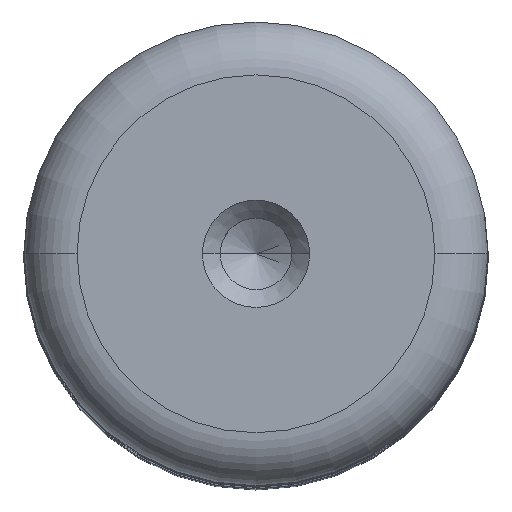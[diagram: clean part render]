
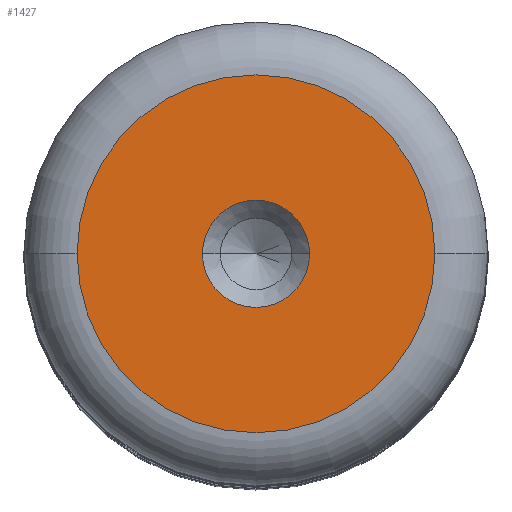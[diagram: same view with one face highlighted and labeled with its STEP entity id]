
A CAD part, top view. The second image highlights one B-rep face of the part: STEP entity #1427.
In plain terms, the highlighted planar face has unit normal (0, 0, 1).
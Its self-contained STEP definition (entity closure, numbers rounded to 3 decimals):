
#12 = AXIS2_PLACEMENT_3D ( 'NONE', #134, #1243, #298 ) ;
#29 = CIRCLE ( 'NONE', #961, 5.011 ) ;
#108 = ORIENTED_EDGE ( 'NONE', *, *, #566, .T. ) ;
#134 = CARTESIAN_POINT ( 'NONE',  ( 0., 0., 60. ) ) ;
#145 = CARTESIAN_POINT ( 'NONE',  ( 0., 0., 60. ) ) ;
#246 = EDGE_LOOP ( 'NONE', ( #108, #777 ) ) ;
#253 = FACE_BOUND ( 'NONE', #1333, .T. ) ;
#267 = VERTEX_POINT ( 'NONE', #1746 ) ;
#298 = DIRECTION ( 'NONE',  ( 1., 0., 0. ) ) ;
#305 = DIRECTION ( 'NONE',  ( 1., 0., 0. ) ) ;
#377 = CARTESIAN_POINT ( 'NONE',  ( -1.5, 0., 60. ) ) ;
#553 = CARTESIAN_POINT ( 'NONE',  ( 1.5, 0., 60. ) ) ;
#566 = EDGE_CURVE ( 'NONE', #1584, #267, #1505, .T. ) ;
#619 = DIRECTION ( 'NONE',  ( 0., 0., 1. ) ) ;
#658 = AXIS2_PLACEMENT_3D ( 'NONE', #145, #1254, #305 ) ;
#660 = AXIS2_PLACEMENT_3D ( 'NONE', #839, #1937, #997 ) ;
#737 = EDGE_CURVE ( 'NONE', #267, #1584, #29, .T. ) ;
#741 = CIRCLE ( 'NONE', #1673, 1.5 ) ;
#777 = ORIENTED_EDGE ( 'NONE', *, *, #737, .T. ) ;
#836 = DIRECTION ( 'NONE',  ( 0., 0., 1. ) ) ;
#839 = CARTESIAN_POINT ( 'NONE',  ( 0., 0., 60. ) ) ;
#961 = AXIS2_PLACEMENT_3D ( 'NONE', #1783, #836, #1933 ) ;
#991 = ORIENTED_EDGE ( 'NONE', *, *, #1934, .F. ) ;
#997 = DIRECTION ( 'NONE',  ( 1., 0., 0. ) ) ;
#1030 = FACE_OUTER_BOUND ( 'NONE', #246, .T. ) ;
#1110 = VERTEX_POINT ( 'NONE', #553 ) ;
#1185 = CARTESIAN_POINT ( 'NONE',  ( 5.011, 0., 60. ) ) ;
#1243 = DIRECTION ( 'NONE',  ( 0., 0., 1. ) ) ;
#1254 = DIRECTION ( 'NONE',  ( 0., 0., 1. ) ) ;
#1333 = EDGE_LOOP ( 'NONE', ( #991, #1561 ) ) ;
#1372 = EDGE_CURVE ( 'NONE', #1840, #1110, #2010, .T. ) ;
#1427 = ADVANCED_FACE ( 'NONE', ( #253, #1030 ), #1786, .T. ) ;
#1505 = CIRCLE ( 'NONE', #658, 5.011 ) ;
#1561 = ORIENTED_EDGE ( 'NONE', *, *, #1372, .F. ) ;
#1571 = CARTESIAN_POINT ( 'NONE',  ( 0., 0., 60. ) ) ;
#1584 = VERTEX_POINT ( 'NONE', #1185 ) ;
#1673 = AXIS2_PLACEMENT_3D ( 'NONE', #1571, #619, #1728 ) ;
#1728 = DIRECTION ( 'NONE',  ( 1., 0., 0. ) ) ;
#1746 = CARTESIAN_POINT ( 'NONE',  ( -5.011, 0., 60. ) ) ;
#1783 = CARTESIAN_POINT ( 'NONE',  ( 0., 0., 60. ) ) ;
#1786 = PLANE ( 'NONE',  #660 ) ;
#1840 = VERTEX_POINT ( 'NONE', #377 ) ;
#1933 = DIRECTION ( 'NONE',  ( 1., 0., 0. ) ) ;
#1934 = EDGE_CURVE ( 'NONE', #1110, #1840, #741, .T. ) ;
#1937 = DIRECTION ( 'NONE',  ( 0., 0., 1. ) ) ;
#2010 = CIRCLE ( 'NONE', #12, 1.5 ) ;
